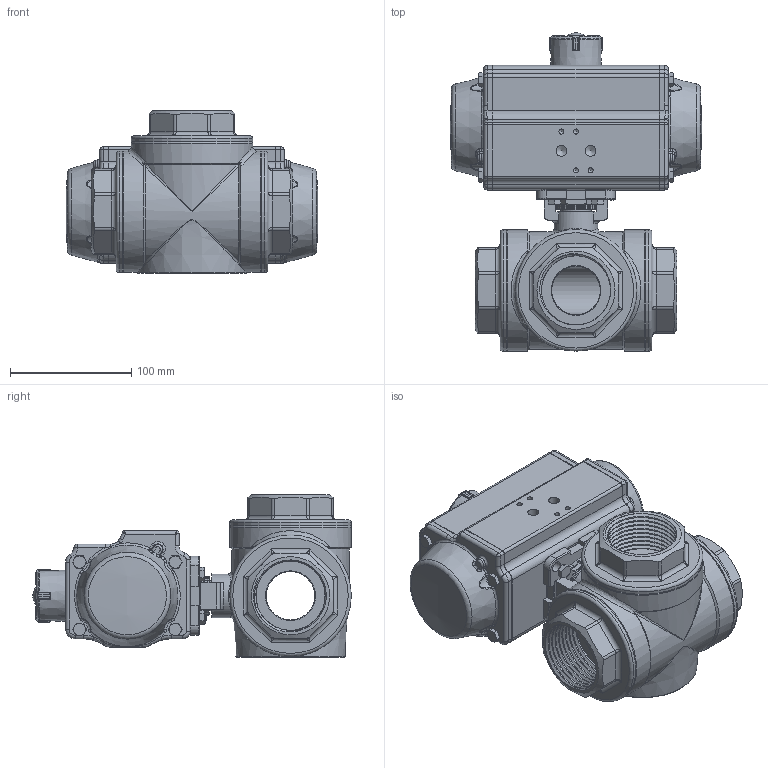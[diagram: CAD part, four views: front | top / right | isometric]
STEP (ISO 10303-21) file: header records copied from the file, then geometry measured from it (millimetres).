
FILE_DESCRIPTION(/* description */ ('Unknown','CAx-IF Rec.Pracs.---Representation and Presentation of Product Manufacturing Information (PMI)---4.0---2014-10-13','CAx-IF Rec.Pracs.---3D Tessellated Geometry---0.4---2014-09-14','2;1'),/* implementation_level */ '2;1');
FILE_NAME(/* name */ 'DW04 9334_9335-09',/* time_stamp */ '2023-11-02T09:26:36+01:00',/* author */ ('Unknown'),/* organization */ ('Unknown'),/* preprocessor_version */ 'ST-DEVELOPER v18.102',/* originating_system */ 'Solid Edge',/* authorisation */ 'Unknown');
FILE_SCHEMA (('AP242_MANAGED_MODEL_BASED_3D_ENGINEERING_MIM_LF { 1 0 10303 442 1 1 4 }'));
Products named in the file (11): DW70-8.303_308.050; 8.303_308.050; DIN558_M_6x16.1.3; DW04_FR03_(DW70_FR52); ____; ________(___________; _____________; ______; hex head bolts-full thread grade c gb_GB_FASTENER_BOLT_HHBFTC M6X20-N; cup head nib bolts with large head gb_GB_FASTENER_BOLT_CHNBW M6X25-N; KP-75
Assembly tree (21 placements, depth 4):
  DW70-8.303_308.050
    8.303_308.050
    DIN558_M_6x16.1.3  x3
    DW04_FR03_(DW70_FR52)
      ____
        ________(___________  x2
        _____________  x2
        ______
      hex head bolts-full thread grade c gb_GB_FASTENER_BOLT_HHBFTC M6X20-N  x8
      cup head nib bolts with large head gb_GB_FASTENER_BOLT_CHNBW M6X25-N
      KP-75
Bounding box: 206.95 x 262.2 x 133.5 mm (x, y, z)
Volume: 2605922.5 mm3; surface area: 247154.6 mm2
Topology: 19 solids, 20 shells, 1715 faces, 4306 edges, 2674 vertices
Faces by surface type: plane 634, cylinder 443, bspline 338, cone 154, torus 127, sphere 19
Full cylindrical faces by diameter (mm): 3 x18, 3.3 x8, 4.2 x8, 4.66 x1, 5 x13, 6 x12, 6.2 x1, 6.4 x2, 6.8 x4, 7 x4, 8.32 x1, 8.8 x2, 9 x4, 21.8 x1, 24.6 x1, 25 x1, 28 x1, 32 x4, 36 x1, 38.5 x1, 40 x3, 76 x1, 100 x6
Entity records: 80249 total; most frequent: CARTESIAN_POINT 43556, ORIENTED_EDGE 6758, DIRECTION 5631, EDGE_CURVE 3379, VERTEX_POINT 2246, AXIS2_PLACEMENT_3D 2018, FACE_BOUND 1711, EDGE_LOOP 1684
